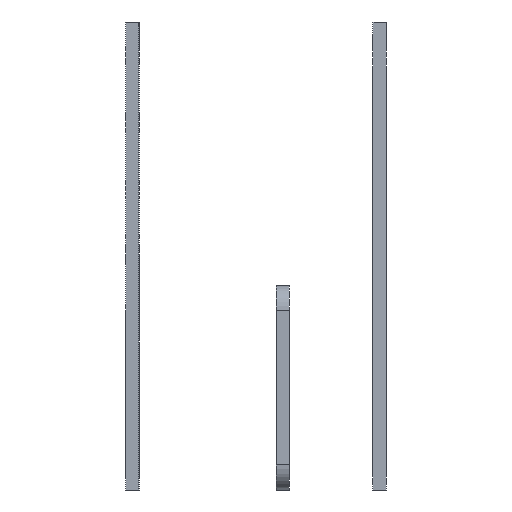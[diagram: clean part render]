
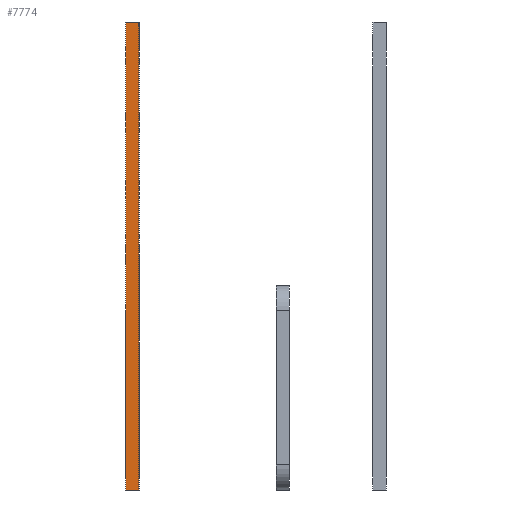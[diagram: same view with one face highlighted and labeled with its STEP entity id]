
A CAD part, left-side view. The second image highlights one B-rep face of the part: STEP entity #7774.
In plain terms, the highlighted planar face has unit normal (-1, 0, 0).
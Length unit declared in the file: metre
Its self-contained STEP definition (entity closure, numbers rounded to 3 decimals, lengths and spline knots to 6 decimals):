
#341=LINE('',#11820,#733);
#342=LINE('',#11823,#734);
#343=LINE('',#11825,#735);
#344=LINE('',#11827,#736);
#733=VECTOR('',#9395,1.);
#734=VECTOR('',#9396,1.);
#735=VECTOR('',#9397,1.);
#736=VECTOR('',#9398,1.);
#1237=ORIENTED_EDGE('',*,*,#3193,.T.);
#1238=ORIENTED_EDGE('',*,*,#3194,.F.);
#1239=ORIENTED_EDGE('',*,*,#3195,.F.);
#1240=ORIENTED_EDGE('',*,*,#3196,.T.);
#3193=EDGE_CURVE('',#4195,#4196,#341,.T.);
#3194=EDGE_CURVE('',#4197,#4196,#342,.T.);
#3195=EDGE_CURVE('',#4198,#4197,#343,.T.);
#3196=EDGE_CURVE('',#4198,#4195,#344,.T.);
#4195=VERTEX_POINT('',#11821);
#4196=VERTEX_POINT('',#11822);
#4197=VERTEX_POINT('',#11824);
#4198=VERTEX_POINT('',#11826);
#5651=EDGE_LOOP('',(#1237,#1238,#1239,#1240));
#6693=FACE_BOUND('',#5651,.T.);
#7651=PLANE('',#8268);
#7774=ADVANCED_FACE('',(#6693),#7651,.F.);
#8268=AXIS2_PLACEMENT_3D('',#11819,#9393,#9394);
#9393=DIRECTION('',(1.,0.,0.));
#9394=DIRECTION('',(0.,0.,-1.));
#9395=DIRECTION('',(0.,0.,-1.));
#9396=DIRECTION('',(0.,1.,0.));
#9397=DIRECTION('',(0.,0.,-1.));
#9398=DIRECTION('',(0.,1.,0.));
#11819=CARTESIAN_POINT('',(-0.204,0.028,0.));
#11820=CARTESIAN_POINT('',(-0.204,0.031175,0.));
#11821=CARTESIAN_POINT('',(-0.204,0.031175,0.056));
#11822=CARTESIAN_POINT('',(-0.204,0.031175,-0.056));
#11823=CARTESIAN_POINT('',(-0.204,0.028,-0.056));
#11824=CARTESIAN_POINT('',(-0.204,0.028,-0.056));
#11825=CARTESIAN_POINT('',(-0.204,0.028,0.));
#11826=CARTESIAN_POINT('',(-0.204,0.028,0.056));
#11827=CARTESIAN_POINT('',(-0.204,0.028,0.056));
